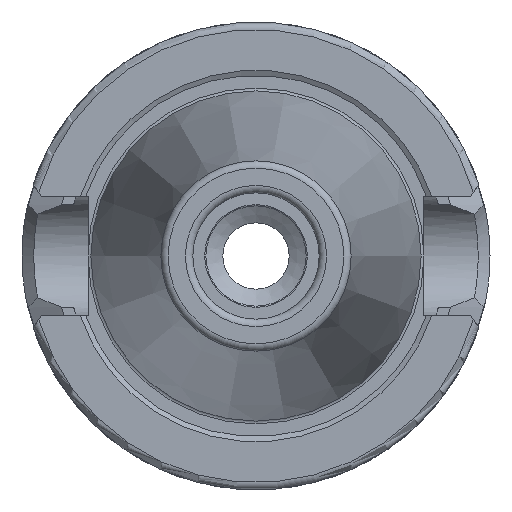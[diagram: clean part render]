
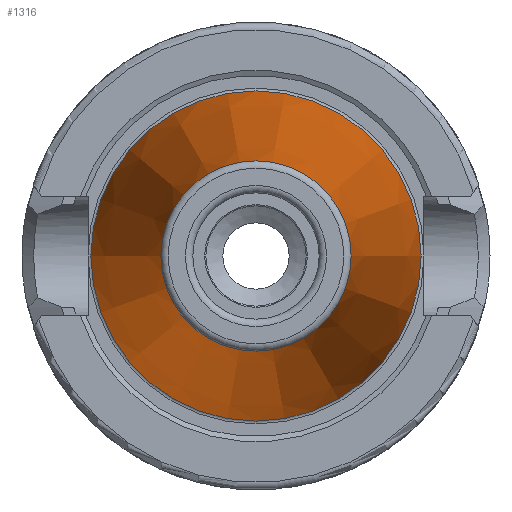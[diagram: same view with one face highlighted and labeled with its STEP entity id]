
A CAD part, left-side view. The second image highlights one B-rep face of the part: STEP entity #1316.
In plain terms, the highlighted conical face has half-angle 8.297 degrees and reference radius 17.519 mm.
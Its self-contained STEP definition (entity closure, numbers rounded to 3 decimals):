
#162=LINE('',#2567,#231);
#231=VECTOR('',#1913,17.519);
#253=CONICAL_SURFACE('',#1506,17.519,0.145);
#332=FACE_OUTER_BOUND('',#419,.T.);
#419=EDGE_LOOP('',(#1200,#1201,#1202,#1203,#1204));
#508=CIRCLE('',#1503,12.812);
#509=CIRCLE('',#1504,12.812);
#511=CIRCLE('',#1507,22.225);
#630=VERTEX_POINT('',#2559);
#631=VERTEX_POINT('',#2560);
#632=VERTEX_POINT('',#2565);
#820=EDGE_CURVE('',#630,#631,#508,.T.);
#821=EDGE_CURVE('',#631,#630,#509,.T.);
#823=EDGE_CURVE('',#632,#632,#511,.T.);
#824=EDGE_CURVE('',#632,#630,#162,.T.);
#1200=ORIENTED_EDGE('',*,*,#823,.F.);
#1201=ORIENTED_EDGE('',*,*,#824,.T.);
#1202=ORIENTED_EDGE('',*,*,#820,.T.);
#1203=ORIENTED_EDGE('',*,*,#821,.T.);
#1204=ORIENTED_EDGE('',*,*,#824,.F.);
#1316=ADVANCED_FACE('',(#332),#253,.T.);
#1503=AXIS2_PLACEMENT_3D('',#2561,#1903,#1904);
#1504=AXIS2_PLACEMENT_3D('',#2562,#1905,#1906);
#1506=AXIS2_PLACEMENT_3D('',#2564,#1909,#1910);
#1507=AXIS2_PLACEMENT_3D('',#2566,#1911,#1912);
#1903=DIRECTION('center_axis',(1.,0.,0.));
#1904=DIRECTION('ref_axis',(0.,0.,-1.));
#1905=DIRECTION('center_axis',(1.,0.,0.));
#1906=DIRECTION('ref_axis',(0.,0.,-1.));
#1909=DIRECTION('center_axis',(1.,0.,0.));
#1910=DIRECTION('ref_axis',(0.,1.,0.));
#1911=DIRECTION('center_axis',(1.,0.,0.));
#1912=DIRECTION('ref_axis',(0.,0.,-1.));
#1913=DIRECTION('',(-0.99,0.144,0.));
#2559=CARTESIAN_POINT('',(-64.544,-12.812,0.));
#2560=CARTESIAN_POINT('',(-64.544,0.,12.812));
#2561=CARTESIAN_POINT('Origin',(-64.544,0.,0.));
#2562=CARTESIAN_POINT('Origin',(-64.544,0.,0.));
#2564=CARTESIAN_POINT('Origin',(-32.272,0.,0.));
#2565=CARTESIAN_POINT('',(0.,-22.225,0.));
#2566=CARTESIAN_POINT('Origin',(0.,0.,0.));
#2567=CARTESIAN_POINT('',(-32.272,-17.519,0.));
